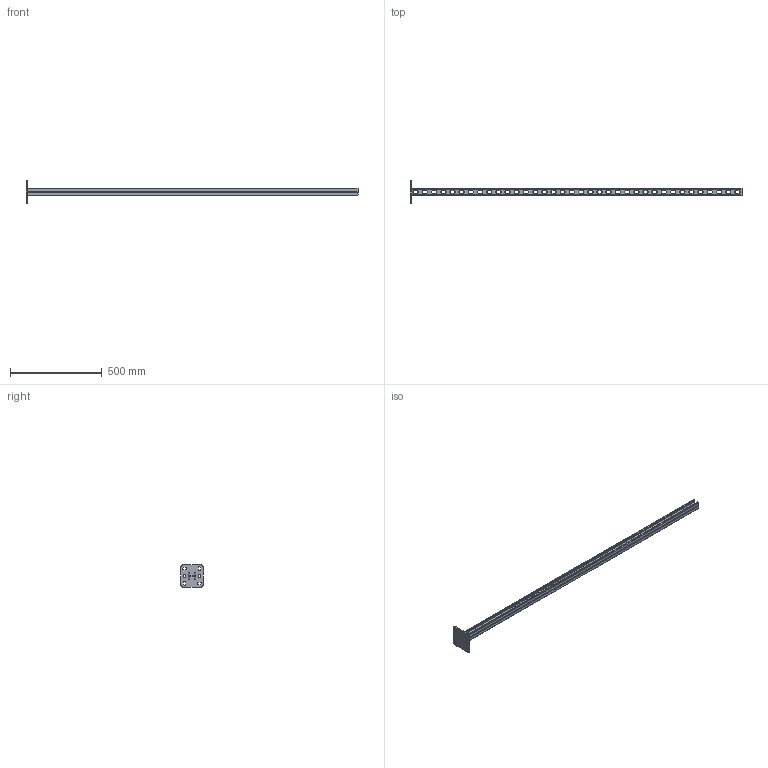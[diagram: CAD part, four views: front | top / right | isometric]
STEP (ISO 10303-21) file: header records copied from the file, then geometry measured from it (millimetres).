
FILE_DESCRIPTION (( 'STEP AP203' ), '1' );
FILE_NAME ('Êðîíøòåéí ïîòîëî÷íûé äâîéíîé_h21-1800.step', '2022-01-27T07:53:18', ( '' ), ( '' ), 'SwSTEP 2.0', 'SolidWorks 2017', '' );
FILE_SCHEMA (( 'CONFIG_CONTROL_DESIGN' ));
Length unit declared in the file: millimetre
Products named in the file (3): Ïÿòêà ïîòîëî÷êàÿ; Êðîíøòåéí ïîòîëî÷íûé äâîéíîé_h21-1800; STRUT-镳铘桦黖h21-1800
Assembly tree (3 placements, depth 2):
  Êðîíøòåéí ïîòîëî÷íûé äâîéíîé_h21-1800
    Ïÿòêà ïîòîëî÷êàÿ
    STRUT-镳铘桦黖h21-1800  x2
Bounding box: 1806 x 120 x 120 mm (x, y, z)
Volume: 857853.6 mm3; surface area: 705083.5 mm2
Topology: 3 solids, 3 shells, 3574 faces, 10702 edges, 7134 vertices
Faces by surface type: plane 3400, cylinder 174
Entity records: 60165 total; most frequent: CARTESIAN_POINT 10814, ORIENTED_EDGE 10804, DIRECTION 9216, EDGE_CURVE 5402, LINE 5210, VECTOR 5210, VERTEX_POINT 3601, AXIS2_PLACEMENT_3D 2003
